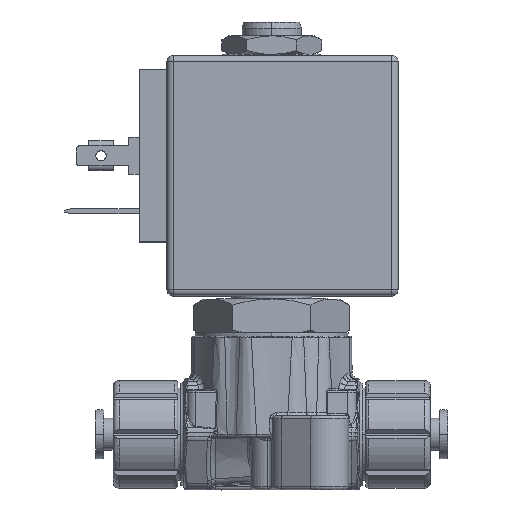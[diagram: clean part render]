
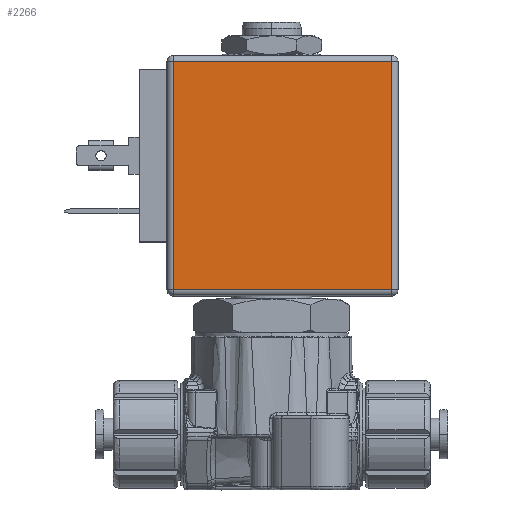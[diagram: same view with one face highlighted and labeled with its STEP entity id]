
A CAD part, top view. The second image highlights one B-rep face of the part: STEP entity #2266.
In plain terms, the highlighted planar face has unit normal (0, 0, 1).
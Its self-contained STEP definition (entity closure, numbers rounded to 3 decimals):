
#147=DIRECTION('',(0.,1.,0.));
#148=VECTOR('',#147,37.);
#149=CARTESIAN_POINT('',(19.5,6.95,15.));
#150=LINE('',#149,#148);
#170=DIRECTION('',(1.,0.,0.));
#171=VECTOR('',#170,35.5);
#172=CARTESIAN_POINT('',(-16.,6.95,15.));
#173=LINE('',#172,#171);
#265=DIRECTION('',(0.,-1.,0.));
#266=VECTOR('',#265,37.);
#267=CARTESIAN_POINT('',(-16.,43.95,15.));
#268=LINE('',#267,#266);
#288=DIRECTION('',(-1.,0.,0.));
#289=VECTOR('',#288,35.5);
#290=CARTESIAN_POINT('',(19.5,43.95,15.));
#291=LINE('',#290,#289);
#1298=CARTESIAN_POINT('',(-16.,43.95,15.));
#1299=VERTEX_POINT('',#1298);
#1300=CARTESIAN_POINT('',(-16.,6.95,15.));
#1301=VERTEX_POINT('',#1300);
#1304=CARTESIAN_POINT('',(19.5,43.95,15.));
#1305=VERTEX_POINT('',#1304);
#1308=CARTESIAN_POINT('',(19.5,6.95,15.));
#1309=VERTEX_POINT('',#1308);
#2255=CARTESIAN_POINT('',(1.75,25.45,15.));
#2256=DIRECTION('',(0.,0.,1.));
#2257=DIRECTION('',(1.,0.,0.));
#2258=AXIS2_PLACEMENT_3D('',#2255,#2256,#2257);
#2259=PLANE('',#2258);
#2260=ORIENTED_EDGE('',*,*,#2200,.F.);
#2261=ORIENTED_EDGE('',*,*,#2239,.F.);
#2262=ORIENTED_EDGE('',*,*,#1931,.F.);
#2263=ORIENTED_EDGE('',*,*,#1973,.F.);
#2264=EDGE_LOOP('',(#2260,#2261,#2262,#2263));
#2265=FACE_OUTER_BOUND('',#2264,.F.);
#2266=ADVANCED_FACE('',(#2265),#2259,.T.);
#1931=EDGE_CURVE('',#1309,#1305,#150,.T.);
#1973=EDGE_CURVE('',#1301,#1309,#173,.T.);
#2200=EDGE_CURVE('',#1299,#1301,#268,.T.);
#2239=EDGE_CURVE('',#1305,#1299,#291,.T.);
